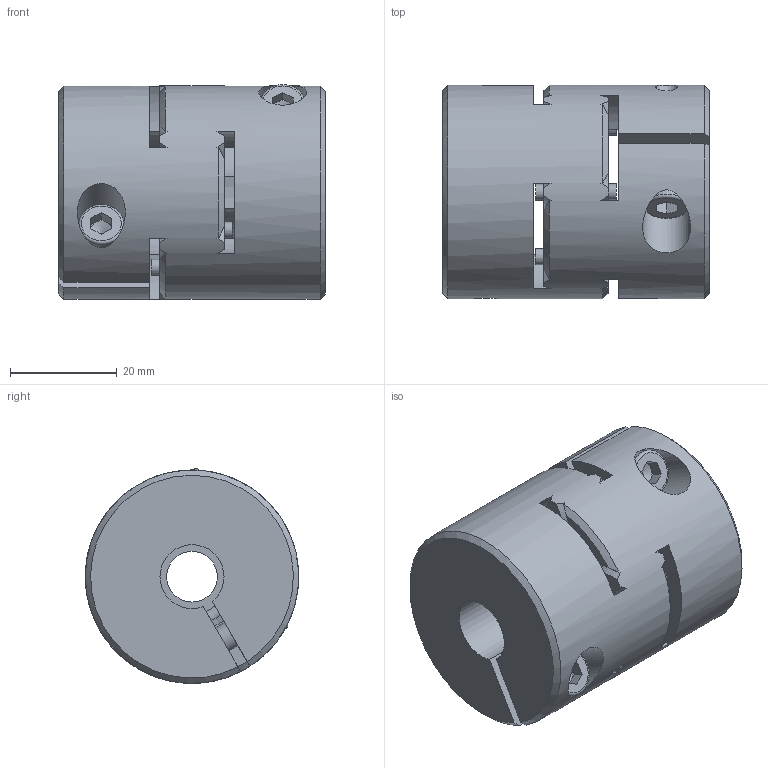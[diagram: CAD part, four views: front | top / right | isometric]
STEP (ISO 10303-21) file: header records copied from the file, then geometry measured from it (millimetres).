
FILE_DESCRIPTION( ( 'Unknown' ), '1' );
FILE_NAME( 'EKM 20.stp', 'Unknown', ( 'Unknown' ), ( 'Unknown' ), 'PSStep 10.1', 'Unknown', ' ' );
FILE_SCHEMA( ( 'AUTOMOTIVE_DESIGN { 1 0 10303 214 1 1 1 1 }' ) );
Length unit declared in the file: millimetre
Products named in the file (1): 27513375-oa1
Bounding box: 50 x 40 x 40.26 mm (x, y, z)
Volume: 50026.1 mm3; surface area: 16921.3 mm2
Topology: 1 solids, 1 shells, 184 faces, 513 edges, 331 vertices
Faces by surface type: cylinder 70, plane 56, cone 54, torus 4
Full cylindrical faces by diameter (mm): 3 x6, 4.2 x2, 5 x2, 5.4 x2, 8.5 x2, 9 x2, 9.5 x1, 18 x2, 40 x1
Entity records: 7792 total; most frequent: CARTESIAN_POINT 1797, ORIENTED_EDGE 940, DIRECTION 926, EDGE_CURVE 470, AXIS2_PLACEMENT_3D 395, VERTEX_POINT 318, EDGE_LOOP 238, CIRCLE 210
